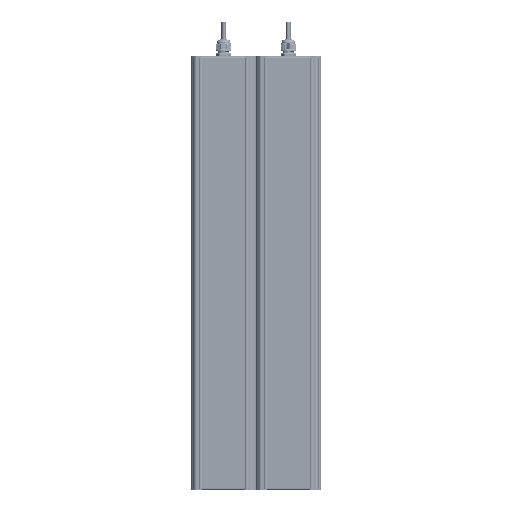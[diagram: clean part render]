
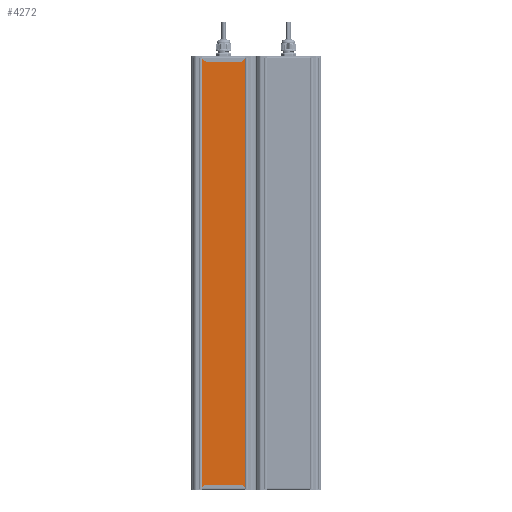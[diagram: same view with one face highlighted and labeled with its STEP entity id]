
A CAD part, front view. The second image highlights one B-rep face of the part: STEP entity #4272.
In plain terms, the highlighted face is planar.
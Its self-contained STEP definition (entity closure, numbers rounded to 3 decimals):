
#4272=ADVANCED_FACE('',(#13206),#13208,.T.);
#13206=FACE_BOUND('',#13207,.T.);
#13207=EDGE_LOOP('',(#41995,#41996,#41997,#41998));
#13208=PLANE('',#13209);
#13209=AXIS2_PLACEMENT_3D('',#13210,#13211,#13212);
#13210=CARTESIAN_POINT('',(120.465,593.492,117.308));
#13211=DIRECTION('',(0.,0.,-1.));
#13212=DIRECTION('',(0.,1.,0.));
#41995=ORIENTED_EDGE('',*,*,#49846,.T.);
#41996=ORIENTED_EDGE('',*,*,#49845,.T.);
#41997=ORIENTED_EDGE('',*,*,#49847,.F.);
#41998=ORIENTED_EDGE('',*,*,#49848,.F.);
#49845=EDGE_CURVE('',#56124,#56129,#56131,.T.);
#49846=EDGE_CURVE('',#56132,#56124,#56133,.T.);
#49847=EDGE_CURVE('',#56134,#56129,#56135,.T.);
#49848=EDGE_CURVE('',#56132,#56134,#56136,.T.);
#56124=VERTEX_POINT('',#77034);
#56129=VERTEX_POINT('',#77043);
#56131=LINE('',#77047,#77048);
#56132=VERTEX_POINT('',#77050);
#56133=LINE('',#77051,#77052);
#56134=VERTEX_POINT('',#77054);
#56135=LINE('',#77055,#77056);
#56136=LINE('',#77058,#77059);
#77034=CARTESIAN_POINT('',(120.465,679.838,117.308));
#77043=CARTESIAN_POINT('',(866.465,679.838,117.308));
#77047=CARTESIAN_POINT('',(120.465,679.838,117.308));
#77048=VECTOR('',#77049,1.);
#77049=DIRECTION('',(1.,0.,0.));
#77050=CARTESIAN_POINT('',(120.465,593.492,117.308));
#77051=CARTESIAN_POINT('',(120.465,593.492,117.308));
#77052=VECTOR('',#77053,1.);
#77053=DIRECTION('',(0.,1.,0.));
#77054=CARTESIAN_POINT('',(866.465,593.492,117.308));
#77055=CARTESIAN_POINT('',(866.465,593.492,117.308));
#77056=VECTOR('',#77057,1.);
#77057=DIRECTION('',(0.,1.,0.));
#77058=CARTESIAN_POINT('',(120.465,593.492,117.308));
#77059=VECTOR('',#77060,1.);
#77060=DIRECTION('',(1.,0.,0.));
